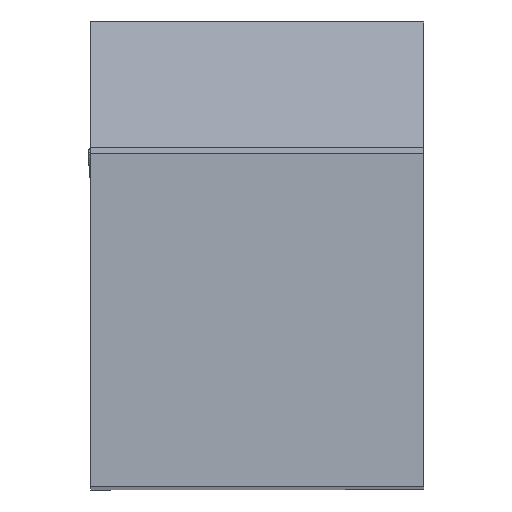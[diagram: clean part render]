
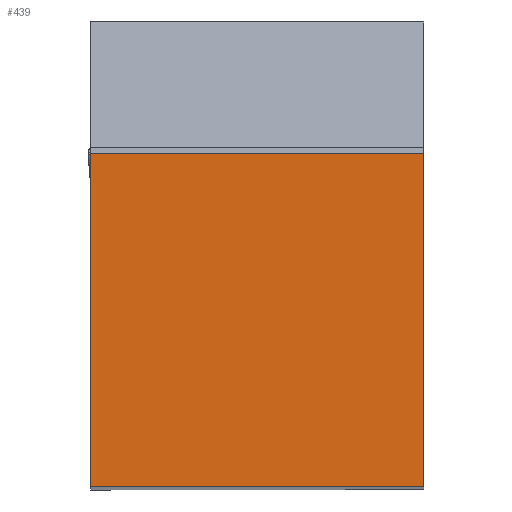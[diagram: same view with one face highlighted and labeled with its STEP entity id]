
A CAD part, top view. The second image highlights one B-rep face of the part: STEP entity #439.
In plain terms, the highlighted planar face has unit normal (0, 0, 1).
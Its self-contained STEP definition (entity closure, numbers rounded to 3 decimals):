
#117=PLANE('',#3755);
#439=ADVANCED_FACE('',(#713),#117,.F.);
#713=FACE_OUTER_BOUND('',#918,.T.);
#918=EDGE_LOOP('',(#2115,#2116,#2117,#2118));
#2115=ORIENTED_EDGE('',*,*,#2984,.F.);
#2116=ORIENTED_EDGE('',*,*,#2989,.T.);
#2117=ORIENTED_EDGE('',*,*,#2941,.T.);
#2118=ORIENTED_EDGE('',*,*,#2987,.F.);
#2455=VERTEX_POINT('',#6764);
#2456=VERTEX_POINT('',#6766);
#2486=VERTEX_POINT('',#6853);
#2490=VERTEX_POINT('',#6861);
#2941=EDGE_CURVE('',#2456,#2455,#3177,.T.);
#2984=EDGE_CURVE('',#2490,#2486,#3215,.T.);
#2987=EDGE_CURVE('',#2486,#2455,#3218,.T.);
#2989=EDGE_CURVE('',#2490,#2456,#3220,.T.);
#3177=LINE('',#6765,#3408);
#3215=LINE('',#6862,#3446);
#3218=LINE('',#6867,#3449);
#3220=LINE('',#6870,#3451);
#3408=VECTOR('',#4492,1.);
#3446=VECTOR('',#4550,1.);
#3449=VECTOR('',#4555,1.);
#3451=VECTOR('',#4559,1.);
#3755=AXIS2_PLACEMENT_3D('',#6874,#4565,#4566);
#4492=DIRECTION('',(0.,-1.,0.));
#4550=DIRECTION('',(0.,-1.,0.));
#4555=DIRECTION('',(-1.,0.,0.));
#4559=DIRECTION('',(-1.,0.,0.));
#4565=DIRECTION('',(0.,0.,-1.));
#4566=DIRECTION('',(-1.,0.,0.));
#6764=CARTESIAN_POINT('',(-19.9,0.,0.));
#6765=CARTESIAN_POINT('',(-19.9,19.9,0.));
#6766=CARTESIAN_POINT('',(-19.9,19.9,0.));
#6853=CARTESIAN_POINT('',(0.,0.,0.));
#6861=CARTESIAN_POINT('',(0.,19.9,0.));
#6862=CARTESIAN_POINT('',(0.,40.,0.));
#6867=CARTESIAN_POINT('',(-19.9,0.,0.));
#6870=CARTESIAN_POINT('',(-19.9,19.9,0.));
#6874=CARTESIAN_POINT('',(-19.9,19.9,0.));
